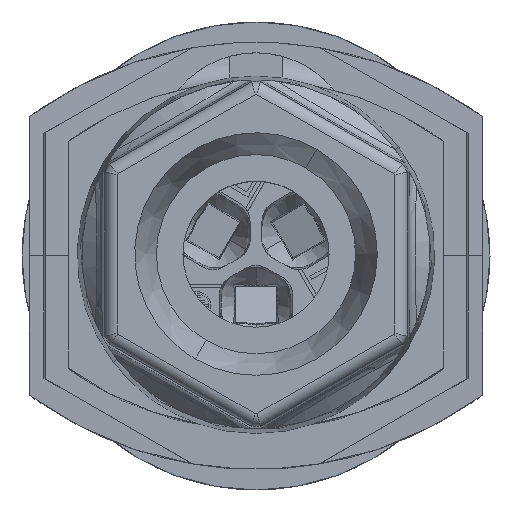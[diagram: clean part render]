
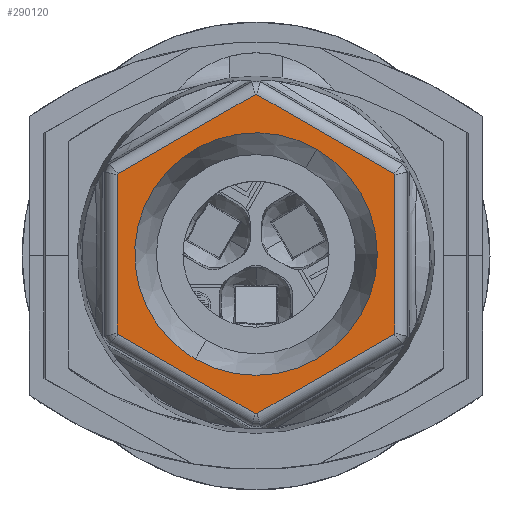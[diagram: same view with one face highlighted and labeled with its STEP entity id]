
A CAD part, top view. The second image highlights one B-rep face of the part: STEP entity #290120.
In plain terms, the highlighted face is planar.
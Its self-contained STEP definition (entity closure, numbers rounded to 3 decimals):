
#280490=CARTESIAN_POINT('',(-67.072,-28.192,
-160.065));
#280500=VERTEX_POINT('',#280490);
#280530=CARTESIAN_POINT('',(-67.072,-28.255,
-148.816));
#280540=DIRECTION('',(1.,0.,0.));
#280550=DIRECTION('',(0.,0.5,
-0.866));
#280560=AXIS2_PLACEMENT_3D('',#280530,#280540,#280550);
#280570=CIRCLE('',#280560,11.25);
#280580=CARTESIAN_POINT('',(-67.072,-28.318,
-160.065));
#280590=VERTEX_POINT('',#280580);
#280600=EDGE_CURVE('',#280590,#280500,#280570,.T.);
#281970=CARTESIAN_POINT('',(-67.072,-37.965,
-154.495));
#281980=VERTEX_POINT('',#281970);
#282080=CARTESIAN_POINT('',(-67.072,-38.029,
-154.459));
#282090=DIRECTION('',(0.,-0.866,
0.5));
#282100=VECTOR('',#282090,1.);
#282110=LINE('',#282080,#282100);
#282120=EDGE_CURVE('',#280590,#281980,#282110,.T.);
#282800=CARTESIAN_POINT('',(-67.072,-38.029,
-154.386));
#282810=VERTEX_POINT('',#282800);
#282920=CARTESIAN_POINT('',(-67.072,-28.255,
-148.816));
#282930=DIRECTION('',(1.,0.,0.));
#282940=DIRECTION('',(0.,0.5,
-0.866));
#282950=AXIS2_PLACEMENT_3D('',#282920,#282930,#282940);
#282960=CIRCLE('',#282950,11.25);
#282970=EDGE_CURVE('',#282810,#281980,#282960,.T.);
#283100=CARTESIAN_POINT('',(-67.072,-38.029,
-154.459));
#283110=DIRECTION('',(0.,0.,1.));
#283120=VECTOR('',#283110,1.);
#283130=LINE('',#283100,#283120);
#283140=CARTESIAN_POINT('',(-67.072,-38.029,
-143.246));
#283150=VERTEX_POINT('',#283140);
#283160=EDGE_CURVE('',#282810,#283150,#283130,.T.);
#283880=CARTESIAN_POINT('',(-67.072,-28.255,
-148.816));
#283890=DIRECTION('',(1.,0.,0.));
#283900=DIRECTION('',(0.,0.5,
-0.866));
#283910=AXIS2_PLACEMENT_3D('',#283880,#283890,#283900);
#283920=CIRCLE('',#283910,11.25);
#283930=CARTESIAN_POINT('',(-67.072,-37.965,
-143.136));
#283940=VERTEX_POINT('',#283930);
#283950=EDGE_CURVE('',#283940,#283150,#283920,.T.);
#284750=CARTESIAN_POINT('',(-67.072,-33.142,
-140.351));
#284760=DIRECTION('',(0.,0.866,
0.5));
#284770=VECTOR('',#284760,1.);
#284780=LINE('',#284750,#284770);
#284790=CARTESIAN_POINT('',(-67.072,-28.318,
-137.566));
#284800=VERTEX_POINT('',#284790);
#284810=EDGE_CURVE('',#283940,#284800,#284780,.T.);
#285580=CARTESIAN_POINT('',(-67.072,-28.255,
-148.816));
#285590=DIRECTION('',(1.,0.,0.));
#285600=DIRECTION('',(0.,0.5,
-0.866));
#285610=AXIS2_PLACEMENT_3D('',#285580,#285590,#285600);
#285620=CIRCLE('',#285610,11.25);
#285630=CARTESIAN_POINT('',(-67.072,-28.192,
-137.566));
#285640=VERTEX_POINT('',#285630);
#285650=EDGE_CURVE('',#285640,#284800,#285620,.T.);
#286370=CARTESIAN_POINT('',(-67.072,-18.481,
-143.173));
#286380=DIRECTION('',(0.,-0.866,
0.5));
#286390=VECTOR('',#286380,1.);
#286400=LINE('',#286370,#286390);
#286410=CARTESIAN_POINT('',(-67.072,-18.544,
-143.136));
#286420=VERTEX_POINT('',#286410);
#286430=EDGE_CURVE('',#286420,#285640,#286400,.T.);
#287200=CARTESIAN_POINT('',(-67.072,-28.255,
-148.816));
#287210=DIRECTION('',(1.,0.,0.));
#287220=DIRECTION('',(0.,0.5,
-0.866));
#287230=AXIS2_PLACEMENT_3D('',#287200,#287210,#287220);
#287240=CIRCLE('',#287230,11.25);
#287250=CARTESIAN_POINT('',(-67.072,-18.481,
-143.246));
#287260=VERTEX_POINT('',#287250);
#287270=EDGE_CURVE('',#287260,#286420,#287240,.T.);
#288540=CARTESIAN_POINT('',(-67.072,-18.481,
-154.386));
#288550=VERTEX_POINT('',#288540);
#288650=CARTESIAN_POINT('',(-67.072,-18.481,
-143.173));
#288660=DIRECTION('',(0.,0.,-1.));
#288670=VECTOR('',#288660,1.);
#288680=LINE('',#288650,#288670);
#288690=EDGE_CURVE('',#287260,#288550,#288680,.T.);
#288820=CARTESIAN_POINT('',(-67.072,-28.255,
-148.816));
#288830=DIRECTION('',(1.,0.,0.));
#288840=DIRECTION('',(0.,0.5,
-0.866));
#288850=AXIS2_PLACEMENT_3D('',#288820,#288830,#288840);
#288860=CIRCLE('',#288850,11.25);
#288870=CARTESIAN_POINT('',(-67.072,-18.544,
-154.495));
#288880=VERTEX_POINT('',#288870);
#288890=EDGE_CURVE('',#288880,#288550,#288860,.T.);
#289580=CARTESIAN_POINT('',(-67.072,-23.368,
-157.28));
#289590=DIRECTION('',(0.,-0.866,
-0.5));
#289600=VECTOR('',#289590,1.);
#289610=LINE('',#289580,#289600);
#289620=EDGE_CURVE('',#288880,#280500,#289610,.T.);
#289740=CARTESIAN_POINT('',(-67.072,-36.257,
-143.987));
#289750=DIRECTION('',(-1.,0.,0.));
#289760=DIRECTION('',(0.,0.5,
0.866));
#289770=AXIS2_PLACEMENT_3D('',#289740,#289750,#289760);
#289780=PLANE('',#289770);
#289790=CARTESIAN_POINT('',(-67.072,-28.255,
-148.816));
#289800=DIRECTION('',(-1.,0.,0.));
#289810=DIRECTION('',(0.,-0.5,
0.866));
#289820=AXIS2_PLACEMENT_3D('',#289790,#289800,#289810);
#289830=CIRCLE('',#289820,8.552);
#289840=CARTESIAN_POINT('',(-67.072,-22.208,
-154.863));
#289850=VERTEX_POINT('',#289840);
#289860=CARTESIAN_POINT('',(-67.072,-23.979,
-156.222));
#289870=VERTEX_POINT('',#289860);
#289880=EDGE_CURVE('',#289850,#289870,#289830,.T.);
#289890=ORIENTED_EDGE('',*,*,#289880,.F.);
#289900=CARTESIAN_POINT('',(-67.072,-32.531,
-141.41));
#289910=VERTEX_POINT('',#289900);
#289920=EDGE_CURVE('',#289870,#289910,#289830,.T.);
#289930=ORIENTED_EDGE('',*,*,#289920,.F.);
#289940=EDGE_CURVE('',#289910,#289850,#289830,.T.);
#289950=ORIENTED_EDGE('',*,*,#289940,.F.);
#289960=EDGE_LOOP('',(#289950,#289930,#289890));
#289970=FACE_BOUND('',#289960,.T.);
#289980=ORIENTED_EDGE('',*,*,#288890,.F.);
#289990=ORIENTED_EDGE('',*,*,#288690,.T.);
#290000=ORIENTED_EDGE('',*,*,#287270,.F.);
#290010=ORIENTED_EDGE('',*,*,#286430,.F.);
#290020=ORIENTED_EDGE('',*,*,#285650,.F.);
#290030=ORIENTED_EDGE('',*,*,#284810,.T.);
#290040=ORIENTED_EDGE('',*,*,#283950,.F.);
#290050=ORIENTED_EDGE('',*,*,#283160,.T.);
#290060=ORIENTED_EDGE('',*,*,#282970,.F.);
#290070=ORIENTED_EDGE('',*,*,#282120,.T.);
#290080=ORIENTED_EDGE('',*,*,#280600,.F.);
#290090=ORIENTED_EDGE('',*,*,#289620,.T.);
#290100=EDGE_LOOP('',(#290090,#290080,#290070,#290060,#290050,#290040,
#290030,#290020,#290010,#290000,#289990,#289980));
#290110=FACE_OUTER_BOUND('',#290100,.T.);
#290120=ADVANCED_FACE('',(#289970,#290110),#289780,.T.);
